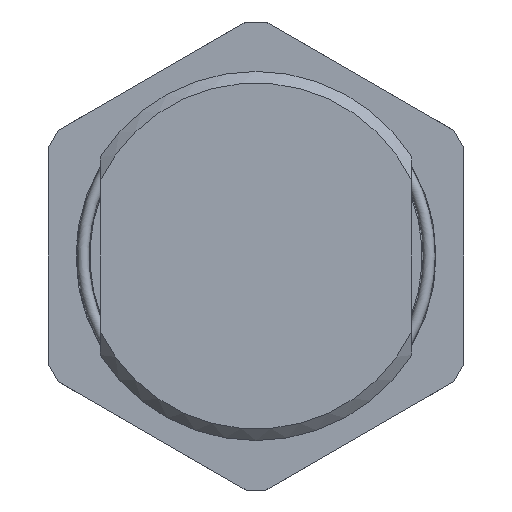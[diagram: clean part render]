
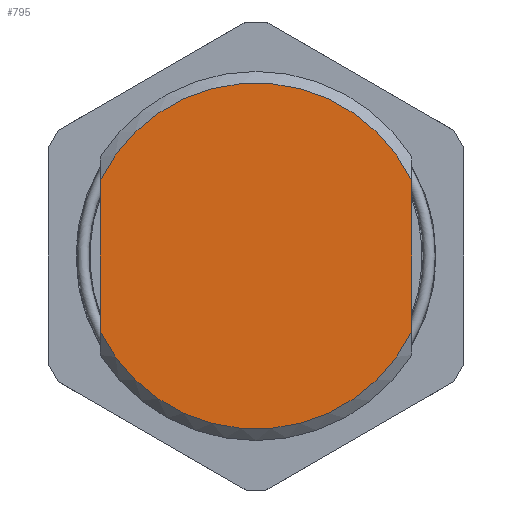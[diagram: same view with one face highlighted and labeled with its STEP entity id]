
A CAD part, front view. The second image highlights one B-rep face of the part: STEP entity #795.
In plain terms, the highlighted planar face has unit normal (0, -1, 0).
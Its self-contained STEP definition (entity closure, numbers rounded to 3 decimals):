
#269=CARTESIAN_POINT('',(6.75,-8.,3.269));
#270=VERTEX_POINT('',#269);
#277=CARTESIAN_POINT('',(6.75,-8.,-3.269));
#278=VERTEX_POINT('',#277);
#279=CARTESIAN_POINT('',(6.75,-8.,99.042));
#280=DIRECTION('',(0.,0.,1.));
#281=VECTOR('',#280,65.383);
#282=LINE('',#279,#281);
#283=EDGE_CURVE('',#278,#270,#282,.T.);
#564=CARTESIAN_POINT('',(-6.75,-8.,-3.269));
#565=VERTEX_POINT('',#564);
#572=CARTESIAN_POINT('',(-6.75,-8.,3.269));
#573=VERTEX_POINT('',#572);
#574=CARTESIAN_POINT('',(-6.75,-8.,164.425));
#575=DIRECTION('',(0.,0.,-1.));
#576=VECTOR('',#575,65.383);
#577=LINE('',#574,#576);
#578=EDGE_CURVE('',#573,#565,#577,.T.);
#768=CARTESIAN_POINT('',(0.,-8.,0.));
#769=DIRECTION('',(0.,1.,0.));
#770=DIRECTION('',(-1.,0.,0.));
#771=AXIS2_PLACEMENT_3D('',#768,#769,#770);
#772=CIRCLE('',#771,7.5);
#773=EDGE_CURVE('',#573,#270,#772,.T.);
#778=CARTESIAN_POINT('',(-3.75,-8.,0.));
#779=DIRECTION('',(0.,-1.,0.));
#780=DIRECTION('',(1.,0.,0.));
#781=AXIS2_PLACEMENT_3D('',#778,#779,#780);
#782=PLANE('',#781);
#783=ORIENTED_EDGE('',*,*,#283,.T.);
#784=ORIENTED_EDGE('',*,*,#773,.F.);
#785=ORIENTED_EDGE('',*,*,#578,.T.);
#786=CARTESIAN_POINT('',(0.,-8.,0.));
#787=DIRECTION('',(0.,1.,0.));
#788=DIRECTION('',(-1.,0.,0.));
#789=AXIS2_PLACEMENT_3D('',#786,#787,#788);
#790=CIRCLE('',#789,7.5);
#791=EDGE_CURVE('',#278,#565,#790,.T.);
#792=ORIENTED_EDGE('',*,*,#791,.F.);
#793=EDGE_LOOP('',(#783,#784,#785,#792));
#794=FACE_BOUND('',#793,.T.);
#795=ADVANCED_FACE('',(#794),#782,.T.);
